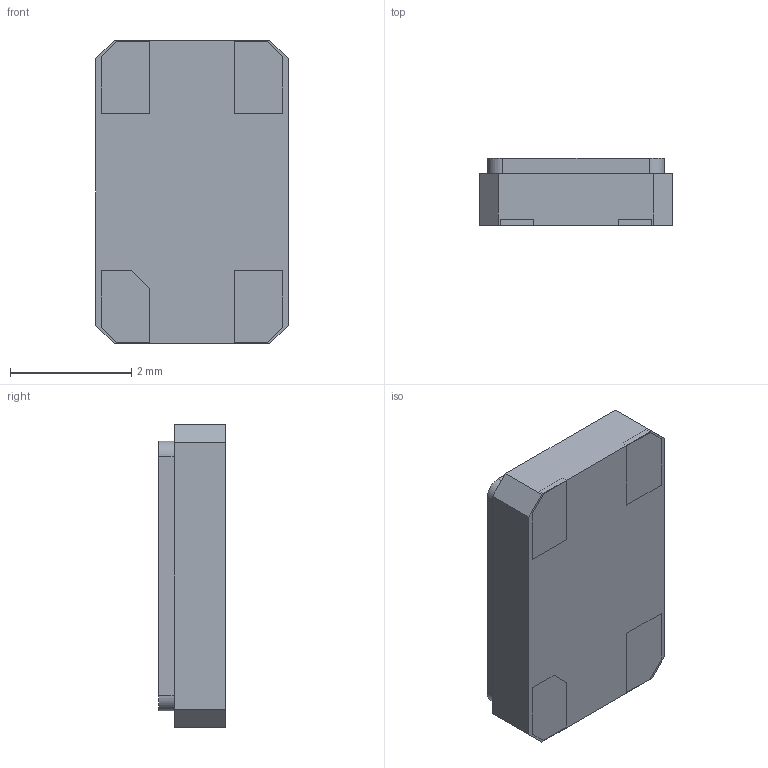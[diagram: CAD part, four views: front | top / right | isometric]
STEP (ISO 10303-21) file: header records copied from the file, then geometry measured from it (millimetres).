
FILE_DESCRIPTION (( 'STEP AP214' ), '1' );
FILE_NAME ('ABM3B-8.000MHZ-B2-T.STEP', '2024-11-19T17:12:21', ( '' ), ( '' ), 'SwSTEP 2.0', 'SolidWorks 2021', '' );
FILE_SCHEMA (( 'AUTOMOTIVE_DESIGN' ));
Length unit declared in the file: millimetre
Products named in the file (1): ABM3B-8.000MHZ-B2-T
Bounding box: 3.17 x 1.1 x 5 mm (x, y, z)
Volume: 16.6 mm3; surface area: 90 mm2
Topology: 11 solids, 11 shells, 270 faces, 695 edges, 461 vertices
Faces by surface type: plane 180, bspline 86, cylinder 4
Entity records: 12582 total; most frequent: CARTESIAN_POINT 5690, ORIENTED_EDGE 1390, DIRECTION 911, EDGE_CURVE 695, LINE 525, VECTOR 525, VERTEX_POINT 461, EDGE_LOOP 294
